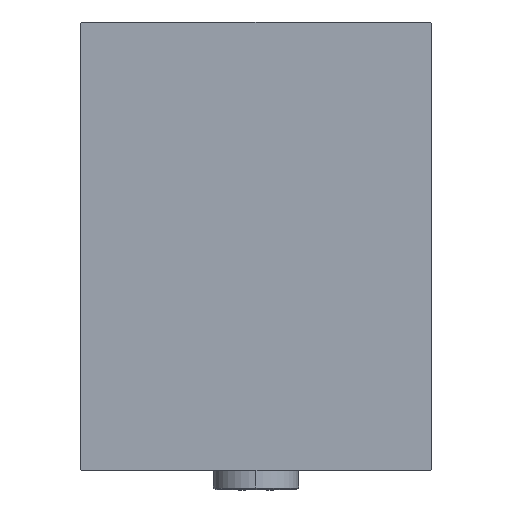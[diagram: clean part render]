
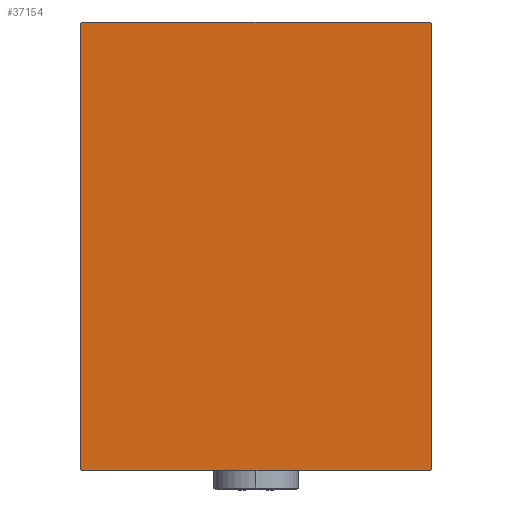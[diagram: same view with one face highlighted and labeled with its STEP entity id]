
A CAD part, left-side view. The second image highlights one B-rep face of the part: STEP entity #37154.
In plain terms, the highlighted face is planar.
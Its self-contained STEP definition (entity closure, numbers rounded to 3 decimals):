
#120 = EDGE_CURVE ( 'NONE', #28739, #12116, #43213, .T. ) ;
#142 = DIRECTION ( 'NONE',  ( 0., -1., 0. ) ) ;
#355 = LINE ( 'NONE', #7512, #27237 ) ;
#1245 = FACE_OUTER_BOUND ( 'NONE', #18150, .T. ) ;
#2652 = CARTESIAN_POINT ( 'NONE',  ( 238., 45., -57.5 ) ) ;
#2922 = VECTOR ( 'NONE', #142, 1000. ) ;
#3719 = CARTESIAN_POINT ( 'NONE',  ( 238., -44.7, -57.5 ) ) ;
#4076 = ORIENTED_EDGE ( 'NONE', *, *, #23030, .T. ) ;
#5207 = VECTOR ( 'NONE', #9250, 1000. ) ;
#5458 = DIRECTION ( 'NONE',  ( 0., 0.707, 0.707 ) ) ;
#5827 = DIRECTION ( 'NONE',  ( 0., -0.707, 0.707 ) ) ;
#6202 = LINE ( 'NONE', #35064, #11187 ) ;
#7512 = CARTESIAN_POINT ( 'NONE',  ( 238., -45., -57.5 ) ) ;
#8907 = ORIENTED_EDGE ( 'NONE', *, *, #120, .T. ) ;
#9250 = DIRECTION ( 'NONE',  ( 0., 0., -1. ) ) ;
#9484 = LINE ( 'NONE', #38129, #5207 ) ;
#9766 = ORIENTED_EDGE ( 'NONE', *, *, #12642, .T. ) ;
#9781 = EDGE_CURVE ( 'NONE', #12116, #34359, #34925, .T. ) ;
#10466 = ORIENTED_EDGE ( 'NONE', *, *, #9781, .T. ) ;
#11187 = VECTOR ( 'NONE', #13584, 1000. ) ;
#11507 = EDGE_CURVE ( 'NONE', #15919, #43127, #355, .T. ) ;
#11508 = DIRECTION ( 'NONE',  ( 1., 0., 0. ) ) ;
#12116 = VERTEX_POINT ( 'NONE', #26979 ) ;
#12642 = EDGE_CURVE ( 'NONE', #18657, #32953, #22112, .T. ) ;
#13039 = AXIS2_PLACEMENT_3D ( 'NONE', #15793, #11508, #44927 ) ;
#13584 = DIRECTION ( 'NONE',  ( 0., 0.707, -0.707 ) ) ;
#14227 = LINE ( 'NONE', #32814, #2922 ) ;
#15793 = CARTESIAN_POINT ( 'NONE',  ( 238., 0., 0. ) ) ;
#15919 = VERTEX_POINT ( 'NONE', #3719 ) ;
#16463 = CARTESIAN_POINT ( 'NONE',  ( 238., 44.7, 57.5 ) ) ;
#17063 = CARTESIAN_POINT ( 'NONE',  ( 238., 44.7, -57.5 ) ) ;
#18150 = EDGE_LOOP ( 'NONE', ( #33401, #34697, #8907, #10466, #22564, #9766, #21426, #4076 ) ) ;
#18478 = DIRECTION ( 'NONE',  ( 0., 1., 0. ) ) ;
#18657 = VERTEX_POINT ( 'NONE', #29781 ) ;
#19004 = CARTESIAN_POINT ( 'NONE',  ( 238., -51.1, 51.1 ) ) ;
#19641 = CARTESIAN_POINT ( 'NONE',  ( 238., -45., -57.2 ) ) ;
#20121 = CARTESIAN_POINT ( 'NONE',  ( 238., 51.1, 51.1 ) ) ;
#21426 = ORIENTED_EDGE ( 'NONE', *, *, #26541, .T. ) ;
#21821 = VECTOR ( 'NONE', #5827, 1000. ) ;
#22112 = LINE ( 'NONE', #19004, #39168 ) ;
#22564 = ORIENTED_EDGE ( 'NONE', *, *, #25828, .T. ) ;
#23030 = EDGE_CURVE ( 'NONE', #28388, #15919, #6202, .T. ) ;
#23051 = DIRECTION ( 'NONE',  ( 0., -0.707, -0.707 ) ) ;
#24083 = EDGE_CURVE ( 'NONE', #43127, #28739, #45323, .T. ) ;
#25828 = EDGE_CURVE ( 'NONE', #34359, #18657, #14227, .T. ) ;
#26448 = CARTESIAN_POINT ( 'NONE',  ( 238., -45., 57.2 ) ) ;
#26541 = EDGE_CURVE ( 'NONE', #32953, #28388, #9484, .T. ) ;
#26979 = CARTESIAN_POINT ( 'NONE',  ( 238., 45., 57.2 ) ) ;
#27137 = CARTESIAN_POINT ( 'NONE',  ( 238., 51.1, -51.1 ) ) ;
#27237 = VECTOR ( 'NONE', #18478, 1000. ) ;
#28388 = VERTEX_POINT ( 'NONE', #19641 ) ;
#28739 = VERTEX_POINT ( 'NONE', #36335 ) ;
#29781 = CARTESIAN_POINT ( 'NONE',  ( 238., -44.7, 57.5 ) ) ;
#30246 = VECTOR ( 'NONE', #5458, 1000. ) ;
#32814 = CARTESIAN_POINT ( 'NONE',  ( 238., 45., 57.5 ) ) ;
#32953 = VERTEX_POINT ( 'NONE', #26448 ) ;
#33401 = ORIENTED_EDGE ( 'NONE', *, *, #11507, .T. ) ;
#34359 = VERTEX_POINT ( 'NONE', #16463 ) ;
#34697 = ORIENTED_EDGE ( 'NONE', *, *, #24083, .T. ) ;
#34925 = LINE ( 'NONE', #20121, #21821 ) ;
#35064 = CARTESIAN_POINT ( 'NONE',  ( 238., -51.1, -51.1 ) ) ;
#36335 = CARTESIAN_POINT ( 'NONE',  ( 238., 45., -57.2 ) ) ;
#37154 = ADVANCED_FACE ( 'NONE', ( #1245 ), #37984, .T. ) ;
#37984 = PLANE ( 'NONE',  #13039 ) ;
#38129 = CARTESIAN_POINT ( 'NONE',  ( 238., -45., 57.5 ) ) ;
#39168 = VECTOR ( 'NONE', #23051, 1000. ) ;
#42529 = VECTOR ( 'NONE', #46802, 1000. ) ;
#43127 = VERTEX_POINT ( 'NONE', #17063 ) ;
#43213 = LINE ( 'NONE', #2652, #42529 ) ;
#44927 = DIRECTION ( 'NONE',  ( 0., 0., -1. ) ) ;
#45323 = LINE ( 'NONE', #27137, #30246 ) ;
#46802 = DIRECTION ( 'NONE',  ( 0., 0., 1. ) ) ;
